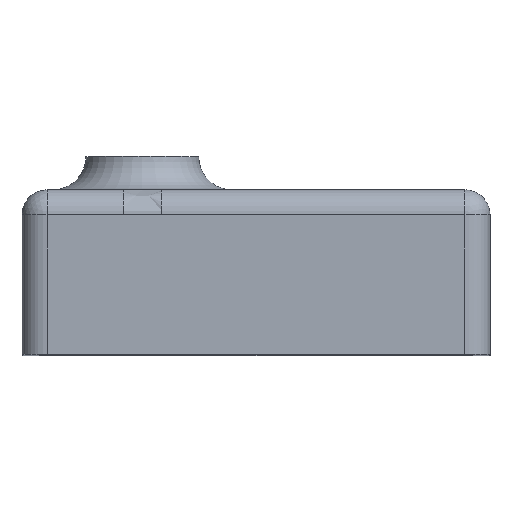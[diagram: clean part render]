
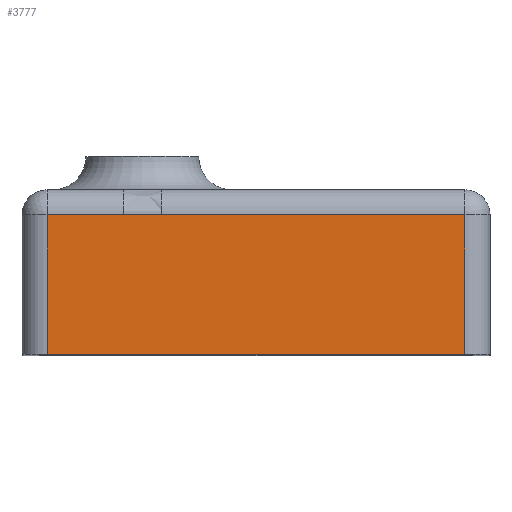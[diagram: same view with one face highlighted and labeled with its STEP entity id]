
A CAD part, top view. The second image highlights one B-rep face of the part: STEP entity #3777.
In plain terms, the highlighted planar face has unit normal (0, 0, 1).
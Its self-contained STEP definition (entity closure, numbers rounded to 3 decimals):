
#16=B_SPLINE_CURVE_WITH_KNOTS('',3,(#6049,#6050,#6051,#6052),
 .UNSPECIFIED.,.F.,.F.,(4,4),(0.,0.461),.UNSPECIFIED.);
#428=FACE_OUTER_BOUND('',#627,.T.);
#627=EDGE_LOOP('',(#3364,#3365,#3366,#3367,#3368,#3369));
#1086=LINE('',#6006,#1544);
#1088=LINE('',#6017,#1546);
#1090=LINE('',#6022,#1548);
#1091=LINE('',#6054,#1549);
#1092=LINE('',#6056,#1550);
#1544=VECTOR('',#4893,10.);
#1546=VECTOR('',#4907,10.);
#1548=VECTOR('',#4913,10.);
#1549=VECTOR('',#4918,10.);
#1550=VECTOR('',#4921,10.);
#1881=VERTEX_POINT('',#5996);
#1883=VERTEX_POINT('',#6002);
#1885=VERTEX_POINT('',#6010);
#1887=VERTEX_POINT('',#6015);
#1888=VERTEX_POINT('',#6020);
#1889=VERTEX_POINT('',#6043);
#2384=EDGE_CURVE('',#1881,#1883,#1086,.T.);
#2389=EDGE_CURVE('',#1887,#1885,#1088,.T.);
#2392=EDGE_CURVE('',#1885,#1888,#1090,.T.);
#2395=EDGE_CURVE('',#1888,#1889,#16,.T.);
#2396=EDGE_CURVE('',#1889,#1881,#1091,.T.);
#2397=EDGE_CURVE('',#1883,#1887,#1092,.T.);
#3364=ORIENTED_EDGE('',*,*,#2384,.F.);
#3365=ORIENTED_EDGE('',*,*,#2396,.F.);
#3366=ORIENTED_EDGE('',*,*,#2395,.F.);
#3367=ORIENTED_EDGE('',*,*,#2392,.F.);
#3368=ORIENTED_EDGE('',*,*,#2389,.F.);
#3369=ORIENTED_EDGE('',*,*,#2397,.F.);
#3596=PLANE('',#4024);
#3777=ADVANCED_FACE('',(#428),#3596,.T.);
#4024=AXIS2_PLACEMENT_3D('',#6055,#4919,#4920);
#4893=DIRECTION('',(0.,-1.,0.));
#4907=DIRECTION('',(0.,1.,0.));
#4913=DIRECTION('',(1.,0.,0.));
#4918=DIRECTION('',(1.,0.,0.));
#4919=DIRECTION('center_axis',(0.,0.,
1.));
#4920=DIRECTION('ref_axis',(1.,0.,0.));
#4921=DIRECTION('',(-1.,0.,0.));
#5996=CARTESIAN_POINT('',(47.669,2.5,73.));
#6002=CARTESIAN_POINT('',(47.669,-14.2,73.));
#6006=CARTESIAN_POINT('',(47.669,0.,73.));
#6010=CARTESIAN_POINT('',(-2.331,2.5,73.));
#6015=CARTESIAN_POINT('',(-2.331,-14.2,73.));
#6017=CARTESIAN_POINT('',(-2.331,0.,73.));
#6020=CARTESIAN_POINT('',(6.764,2.5,73.));
#6022=CARTESIAN_POINT('',(8.669,2.5,73.));
#6043=CARTESIAN_POINT('',(11.374,2.5,73.));
#6049=CARTESIAN_POINT('Ctrl Pts',(6.764,2.5,73.));
#6050=CARTESIAN_POINT('Ctrl Pts',(8.3,2.5,73.));
#6051=CARTESIAN_POINT('Ctrl Pts',(9.837,2.5,73.));
#6052=CARTESIAN_POINT('Ctrl Pts',(11.374,2.5,73.));
#6054=CARTESIAN_POINT('',(8.669,2.5,73.));
#6055=CARTESIAN_POINT('Origin',(-5.331,0.,
73.));
#6056=CARTESIAN_POINT('',(50.669,-14.2,73.));
